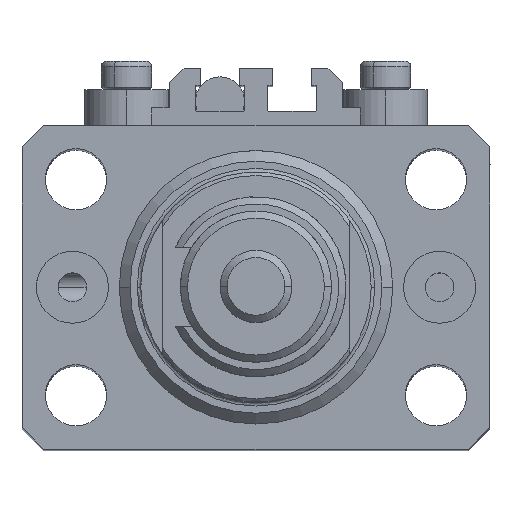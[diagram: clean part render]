
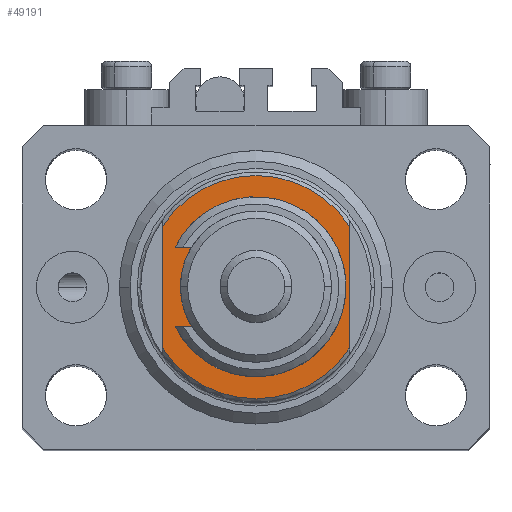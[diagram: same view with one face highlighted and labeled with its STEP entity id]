
A CAD part, top view. The second image highlights one B-rep face of the part: STEP entity #49191.
In plain terms, the highlighted face is planar.
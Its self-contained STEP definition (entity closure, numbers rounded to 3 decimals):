
#19 = CARTESIAN_POINT ( 'NONE',  ( 0., 0., -6.5 ) ) ;
#580 = VERTEX_POINT ( 'NONE', #38484 ) ;
#3120 = CARTESIAN_POINT ( 'NONE',  ( -13., -43.081, -6.5 ) ) ;
#3642 = DIRECTION ( 'NONE',  ( -1., 0., 0. ) ) ;
#4079 = CARTESIAN_POINT ( 'NONE',  ( 0., 0., -6.5 ) ) ;
#4131 = CIRCLE ( 'NONE', #48524, 9.5 ) ;
#4237 = AXIS2_PLACEMENT_3D ( 'NONE', #19, #15437, #12090 ) ;
#4362 = EDGE_CURVE ( 'NONE', #20132, #31218, #15606, .T. ) ;
#4802 = EDGE_CURVE ( 'NONE', #32995, #45349, #4131, .T. ) ;
#6270 = CARTESIAN_POINT ( 'NONE',  ( -13., -8.441, -6.5 ) ) ;
#6437 = ORIENTED_EDGE ( 'NONE', *, *, #36095, .T. ) ;
#7239 = DIRECTION ( 'NONE',  ( 0., 0., 1. ) ) ;
#9194 = VECTOR ( 'NONE', #23877, 1000. ) ;
#9492 = DIRECTION ( 'NONE',  ( -1., 0., 0. ) ) ;
#9793 = ORIENTED_EDGE ( 'NONE', *, *, #11304, .T. ) ;
#10437 = CIRCLE ( 'NONE', #47411, 15.5 ) ;
#11304 = EDGE_CURVE ( 'NONE', #580, #26010, #10437, .T. ) ;
#12090 = DIRECTION ( 'NONE',  ( -1., 0., 0. ) ) ;
#12255 = EDGE_CURVE ( 'NONE', #45349, #32995, #14712, .T. ) ;
#13342 = DIRECTION ( 'NONE',  ( 0., 0., 1. ) ) ;
#13647 = EDGE_LOOP ( 'NONE', ( #37508, #13874 ) ) ;
#13874 = ORIENTED_EDGE ( 'NONE', *, *, #4802, .T. ) ;
#14428 = FACE_BOUND ( 'NONE', #13647, .T. ) ;
#14712 = CIRCLE ( 'NONE', #20440, 9.5 ) ;
#14905 = CARTESIAN_POINT ( 'NONE',  ( -13., 8.441, -6.5 ) ) ;
#15437 = DIRECTION ( 'NONE',  ( 0., 0., -1. ) ) ;
#15606 = CIRCLE ( 'NONE', #4237, 15.5 ) ;
#17700 = ORIENTED_EDGE ( 'NONE', *, *, #26867, .F. ) ;
#18806 = CARTESIAN_POINT ( 'NONE',  ( 0., 0., -6.5 ) ) ;
#19317 = LINE ( 'NONE', #3120, #38176 ) ;
#20132 = VERTEX_POINT ( 'NONE', #14905 ) ;
#20440 = AXIS2_PLACEMENT_3D ( 'NONE', #32857, #13342, #9492 ) ;
#22399 = DIRECTION ( 'NONE',  ( 0., -1., 0. ) ) ;
#23359 = DIRECTION ( 'NONE',  ( 0., 0., -1. ) ) ;
#23877 = DIRECTION ( 'NONE',  ( 0., -1., 0. ) ) ;
#23880 = DIRECTION ( 'NONE',  ( -1., 0., 0. ) ) ;
#26010 = VERTEX_POINT ( 'NONE', #6270 ) ;
#26867 = EDGE_CURVE ( 'NONE', #20132, #26010, #19317, .T. ) ;
#27009 = CARTESIAN_POINT ( 'NONE',  ( 9.5, 0., -6.5 ) ) ;
#30085 = FACE_OUTER_BOUND ( 'NONE', #33884, .T. ) ;
#31080 = CARTESIAN_POINT ( 'NONE',  ( 0., 0., -6.5 ) ) ;
#31218 = VERTEX_POINT ( 'NONE', #46450 ) ;
#32063 = DIRECTION ( 'NONE',  ( -1., 0., 0. ) ) ;
#32082 = LINE ( 'NONE', #43404, #9194 ) ;
#32857 = CARTESIAN_POINT ( 'NONE',  ( 0., 0., -6.5 ) ) ;
#32995 = VERTEX_POINT ( 'NONE', #27009 ) ;
#33884 = EDGE_LOOP ( 'NONE', ( #41599, #6437, #9793, #17700 ) ) ;
#35528 = CARTESIAN_POINT ( 'NONE',  ( -9.5, 0., -6.5 ) ) ;
#36095 = EDGE_CURVE ( 'NONE', #31218, #580, #32082, .T. ) ;
#37508 = ORIENTED_EDGE ( 'NONE', *, *, #12255, .T. ) ;
#38176 = VECTOR ( 'NONE', #22399, 1000. ) ;
#38484 = CARTESIAN_POINT ( 'NONE',  ( 13., -8.441, -6.5 ) ) ;
#41599 = ORIENTED_EDGE ( 'NONE', *, *, #4362, .T. ) ;
#43404 = CARTESIAN_POINT ( 'NONE',  ( 13., -43.081, -6.5 ) ) ;
#45349 = VERTEX_POINT ( 'NONE', #35528 ) ;
#45758 = PLANE ( 'NONE',  #46303 ) ;
#46303 = AXIS2_PLACEMENT_3D ( 'NONE', #4079, #23359, #32063 ) ;
#46450 = CARTESIAN_POINT ( 'NONE',  ( 13., 8.441, -6.5 ) ) ;
#46748 = DIRECTION ( 'NONE',  ( 0., 0., -1. ) ) ;
#47411 = AXIS2_PLACEMENT_3D ( 'NONE', #31080, #46748, #23880 ) ;
#48524 = AXIS2_PLACEMENT_3D ( 'NONE', #18806, #7239, #3642 ) ;
#49191 = ADVANCED_FACE ( 'NONE', ( #14428, #30085 ), #45758, .T. ) ;
